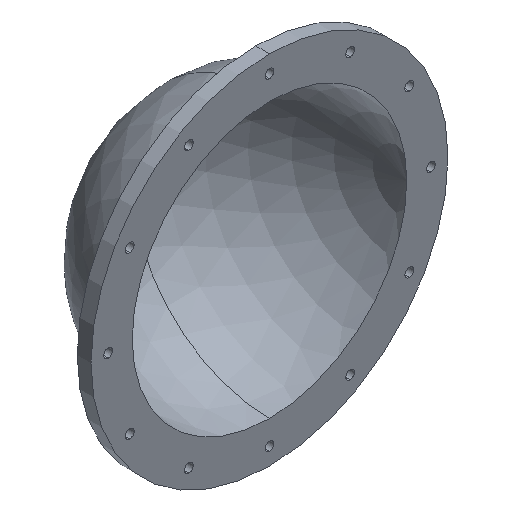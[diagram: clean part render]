
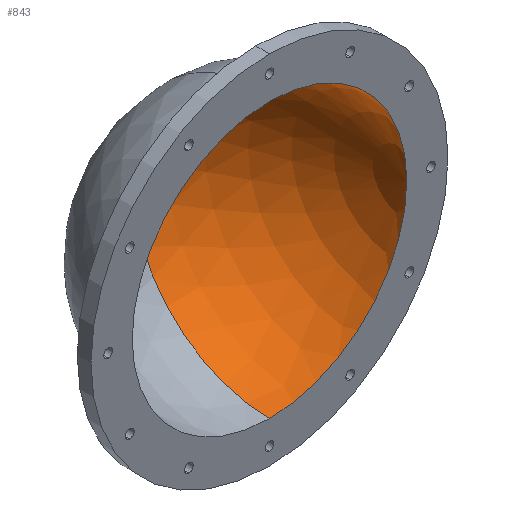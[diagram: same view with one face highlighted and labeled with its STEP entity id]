
A CAD part, isometric view. The second image highlights one B-rep face of the part: STEP entity #843.
In plain terms, the highlighted spherical face has radius 50 mm.
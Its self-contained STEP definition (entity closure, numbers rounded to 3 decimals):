
#15 = DIRECTION ( 'NONE',  ( 1., 0., 0. ) ) ;
#124 = VERTEX_POINT ( 'NONE', #750 ) ;
#141 = VERTEX_POINT ( 'NONE', #972 ) ;
#164 = EDGE_CURVE ( 'NONE', #141, #2260, #429, .T. ) ;
#182 = VERTEX_POINT ( 'NONE', #1310 ) ;
#248 = DIRECTION ( 'NONE',  ( 0., -1., 0. ) ) ;
#252 = ORIENTED_EDGE ( 'NONE', *, *, #164, .F. ) ;
#348 = FACE_OUTER_BOUND ( 'NONE', #1103, .T. ) ;
#370 = ORIENTED_EDGE ( 'NONE', *, *, #1675, .T. ) ;
#389 = AXIS2_PLACEMENT_3D ( 'NONE', #2269, #664, #1387 ) ;
#412 = DIRECTION ( 'NONE',  ( 1., 0., 0. ) ) ;
#429 = CIRCLE ( 'NONE', #1740, 50. ) ;
#491 = EDGE_CURVE ( 'NONE', #182, #2260, #493, .T. ) ;
#493 = CIRCLE ( 'NONE', #2102, 50. ) ;
#571 = CIRCLE ( 'NONE', #389, 2.758 ) ;
#613 = DIRECTION ( 'NONE',  ( 0., 0., 1. ) ) ;
#664 = DIRECTION ( 'NONE',  ( 0., 1., 0. ) ) ;
#750 = CARTESIAN_POINT ( 'NONE',  ( 0., 49.924, -2.758 ) ) ;
#843 = ADVANCED_FACE ( 'NONE', ( #348 ), #1618, .F. ) ;
#972 = CARTESIAN_POINT ( 'NONE',  ( 0., 49.924, 2.758 ) ) ;
#1010 = ORIENTED_EDGE ( 'NONE', *, *, #2023, .T. ) ;
#1103 = EDGE_LOOP ( 'NONE', ( #252, #1010, #370, #2161 ) ) ;
#1157 = CARTESIAN_POINT ( 'NONE',  ( 0., 0., 0. ) ) ;
#1165 = CARTESIAN_POINT ( 'NONE',  ( 0., 0., 50. ) ) ;
#1310 = CARTESIAN_POINT ( 'NONE',  ( 0., 0., -50. ) ) ;
#1387 = DIRECTION ( 'NONE',  ( 0., 0., -1. ) ) ;
#1406 = CARTESIAN_POINT ( 'NONE',  ( 0., 0., 0. ) ) ;
#1445 = DIRECTION ( 'NONE',  ( 0., 0., -1. ) ) ;
#1458 = DIRECTION ( 'NONE',  ( 0., 0., -1. ) ) ;
#1491 = DIRECTION ( 'NONE',  ( -1., 0., 0. ) ) ;
#1552 = AXIS2_PLACEMENT_3D ( 'NONE', #2022, #1491, #613 ) ;
#1618 = SPHERICAL_SURFACE ( 'NONE', #2095, 50. ) ;
#1644 = CARTESIAN_POINT ( 'NONE',  ( 0., 0., 0. ) ) ;
#1675 = EDGE_CURVE ( 'NONE', #124, #182, #1993, .T. ) ;
#1740 = AXIS2_PLACEMENT_3D ( 'NONE', #1157, #412, #1868 ) ;
#1868 = DIRECTION ( 'NONE',  ( 0., 0., -1. ) ) ;
#1993 = CIRCLE ( 'NONE', #1552, 50. ) ;
#2022 = CARTESIAN_POINT ( 'NONE',  ( 0., 0., 0. ) ) ;
#2023 = EDGE_CURVE ( 'NONE', #141, #124, #571, .T. ) ;
#2095 = AXIS2_PLACEMENT_3D ( 'NONE', #1406, #15, #1445 ) ;
#2102 = AXIS2_PLACEMENT_3D ( 'NONE', #1644, #248, #1458 ) ;
#2161 = ORIENTED_EDGE ( 'NONE', *, *, #491, .T. ) ;
#2260 = VERTEX_POINT ( 'NONE', #1165 ) ;
#2269 = CARTESIAN_POINT ( 'NONE',  ( 0., 49.924, 0. ) ) ;
